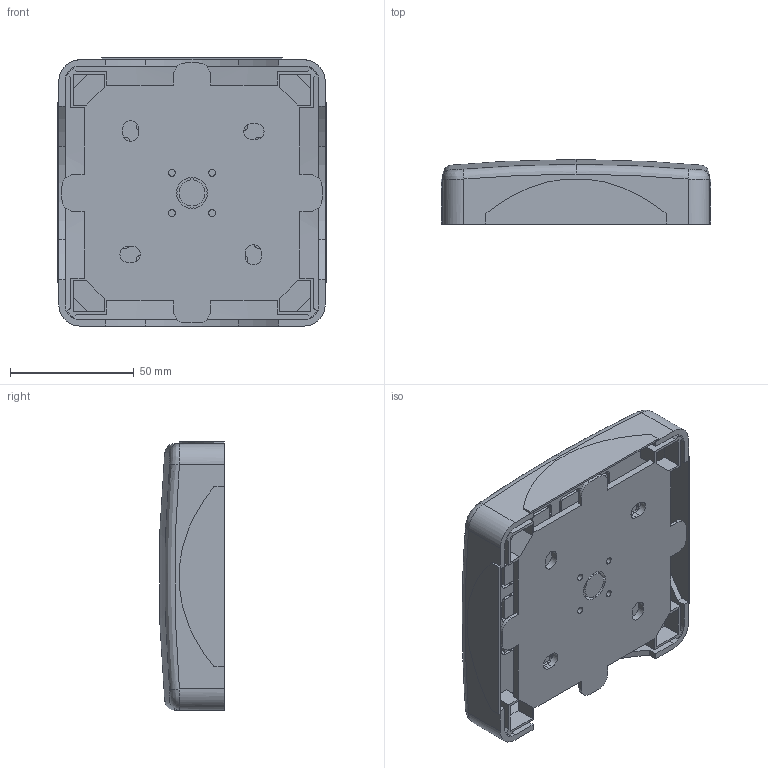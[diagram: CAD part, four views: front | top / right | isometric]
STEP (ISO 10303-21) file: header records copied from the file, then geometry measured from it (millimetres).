
FILE_DESCRIPTION (( 'STEP AP203' ), '1' );
FILE_NAME ('CKK12D-K-070-016-K03 Ðàñïðåäåëèòåëüíàÿ êîðîáêà ÊÌÐÍ 70õ16_.STEP', '2016-07-08T10:50:42', ( '' ), ( '' ), 'SwSTEP 2.0', 'SolidWorks 2014', '' );
FILE_SCHEMA (( 'CONFIG_CONTROL_DESIGN' ));
Length unit declared in the file: millimetre
Products named in the file (1): CKK12D-K-070-016-K03 Ðàñïðåäåëèòåëüíàÿ êîðîáêà ÊÌÐÍ 70õ16_
Bounding box: 109 x 26.17 x 108.25 mm (x, y, z)
Volume: 86324.4 mm3; surface area: 80387.6 mm2
Topology: 5 solids, 5 shells, 680 faces, 1993 edges, 1321 vertices
Faces by surface type: plane 475, cylinder 189, bspline 14, sphere 2
Entity records: 23493 total; most frequent: CARTESIAN_POINT 4843, ORIENTED_EDGE 3986, DIRECTION 3676, EDGE_CURVE 1993, VECTOR 1572, LINE 1572, VERTEX_POINT 1321, AXIS2_PLACEMENT_3D 1052
